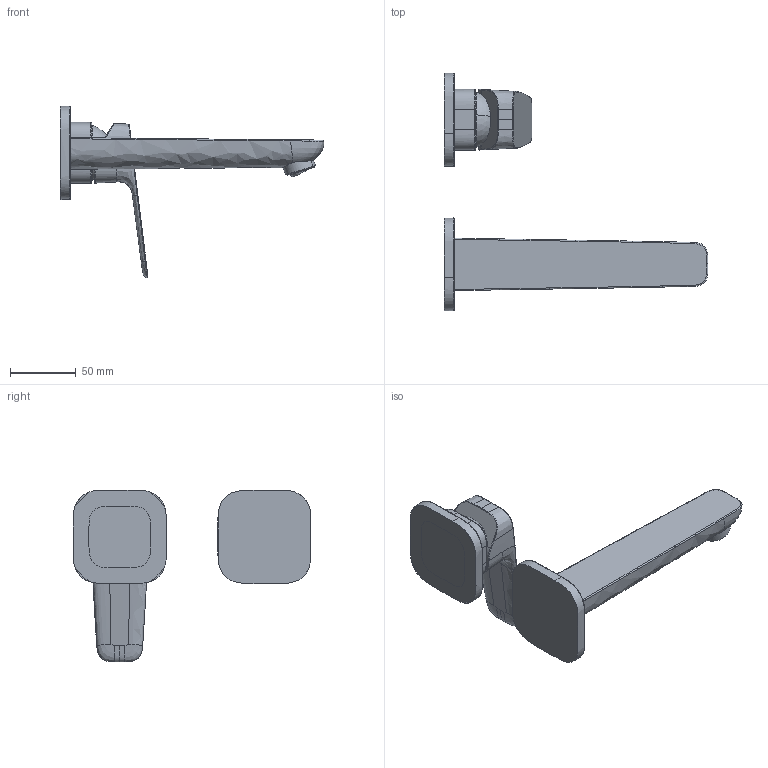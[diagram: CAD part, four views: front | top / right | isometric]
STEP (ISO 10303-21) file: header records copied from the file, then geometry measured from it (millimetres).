
FILE_DESCRIPTION(/* description */ ('AP214 STEP file'),/* implementation_level */ '2;1');
FILE_NAME(/* name */ '1017880000_out.stp',/* time_stamp */ '2025-01-23T11:03:25+01:00',/* author */ (''),/* organization */ (''),/* preprocessor_version */ 'ST-DEVELOPER v18.1',/* originating_system */ 'Elysium Co. Ltd. STEP Translator v8.3.0.0',/* authorisation */ '');
FILE_SCHEMA (('AUTOMOTIVE_DESIGN { 1 0 10303 214 3 1 1 }'));
Length unit declared in the file: millimetre
Products named in the file (1): 1017880000_extract
Bounding box: 200.47 x 180.87 x 130.54 mm (x, y, z)
Volume: 300608.3 mm3; surface area: 57463.2 mm2
Topology: 2 solids, 2 shells, 168 faces, 460 edges, 304 vertices
Faces by surface type: bspline 80, cylinder 30, plane 28, extrusion 13, torus 8, cone 5, sphere 4
Entity records: 12463 total; most frequent: CARTESIAN_POINT 7618, ORIENTED_EDGE 920, EDGE_CURVE 460, B_SPLINE_CURVE_WITH_KNOTS 336, STYLED_ITEM 336, VERTEX_POINT 304, FILL_AREA_STYLE_COLOUR 179, FILL_AREA_STYLE 179
